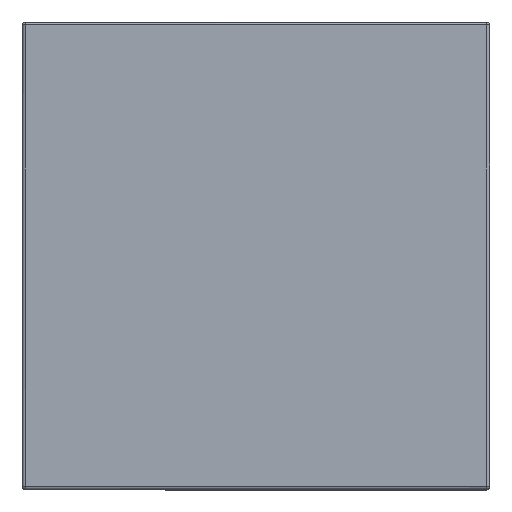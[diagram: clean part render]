
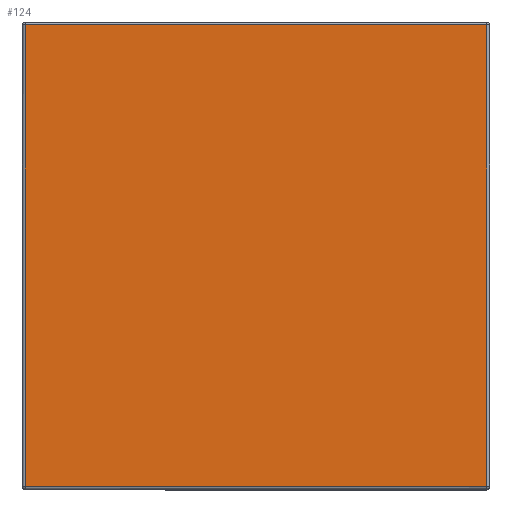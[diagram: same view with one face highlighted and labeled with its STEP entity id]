
A CAD part, top view. The second image highlights one B-rep face of the part: STEP entity #124.
In plain terms, the highlighted planar face has unit normal (0, 0, 1).
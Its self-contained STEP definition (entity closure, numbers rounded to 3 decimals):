
#124=ADVANCED_FACE('',(#243),#1624,.T.);
#243=FACE_OUTER_BOUND('',#356,.T.);
#356=EDGE_LOOP('',(#596,#597,#598,#599));
#596=ORIENTED_EDGE('',*,*,#1011,.F.);
#597=ORIENTED_EDGE('',*,*,#1012,.F.);
#598=ORIENTED_EDGE('',*,*,#1013,.F.);
#599=ORIENTED_EDGE('',*,*,#1014,.F.);
#1011=EDGE_CURVE('',#1468,#1467,#1339,.T.);
#1012=EDGE_CURVE('',#1469,#1468,#1340,.T.);
#1013=EDGE_CURVE('',#1470,#1469,#1341,.T.);
#1014=EDGE_CURVE('',#1467,#1470,#1342,.T.);
#1339=B_SPLINE_CURVE_WITH_KNOTS('',1,(#2408,#2409),.UNSPECIFIED.,.F.,.F.,
(2,2),(-24.7,24.7),.UNSPECIFIED.);
#1340=B_SPLINE_CURVE_WITH_KNOTS('',1,(#2410,#2411),.UNSPECIFIED.,.F.,.F.,
(2,2),(-37.2,12.2),.UNSPECIFIED.);
#1341=B_SPLINE_CURVE_WITH_KNOTS('',1,(#2412,#2413),.UNSPECIFIED.,.F.,.F.,
(2,2),(-24.7,24.7),.UNSPECIFIED.);
#1342=B_SPLINE_CURVE_WITH_KNOTS('',1,(#2414,#2415),.UNSPECIFIED.,.F.,.F.,
(2,2),(-12.2,37.2),.UNSPECIFIED.);
#1467=VERTEX_POINT('',#2248);
#1468=VERTEX_POINT('',#2249);
#1469=VERTEX_POINT('',#2250);
#1470=VERTEX_POINT('',#2251);
#1624=PLANE('',#1697);
#1697=AXIS2_PLACEMENT_3D('',#1997,#1753,$);
#1753=DIRECTION('',(0.,0.,1.));
#1997=CARTESIAN_POINT('',(497.01,2.99,460.));
#2248=CARTESIAN_POINT('',(497.,3.,460.));
#2249=CARTESIAN_POINT('',(497.,497.,460.));
#2250=CARTESIAN_POINT('',(3.,497.,460.));
#2251=CARTESIAN_POINT('',(3.,3.,460.));
#2408=CARTESIAN_POINT('',(497.,497.,460.));
#2409=CARTESIAN_POINT('',(497.,3.,460.));
#2410=CARTESIAN_POINT('',(3.,497.,460.));
#2411=CARTESIAN_POINT('',(497.,497.,460.));
#2412=CARTESIAN_POINT('',(3.,3.,460.));
#2413=CARTESIAN_POINT('',(3.,497.,460.));
#2414=CARTESIAN_POINT('',(497.,3.,460.));
#2415=CARTESIAN_POINT('',(3.,3.,460.));
